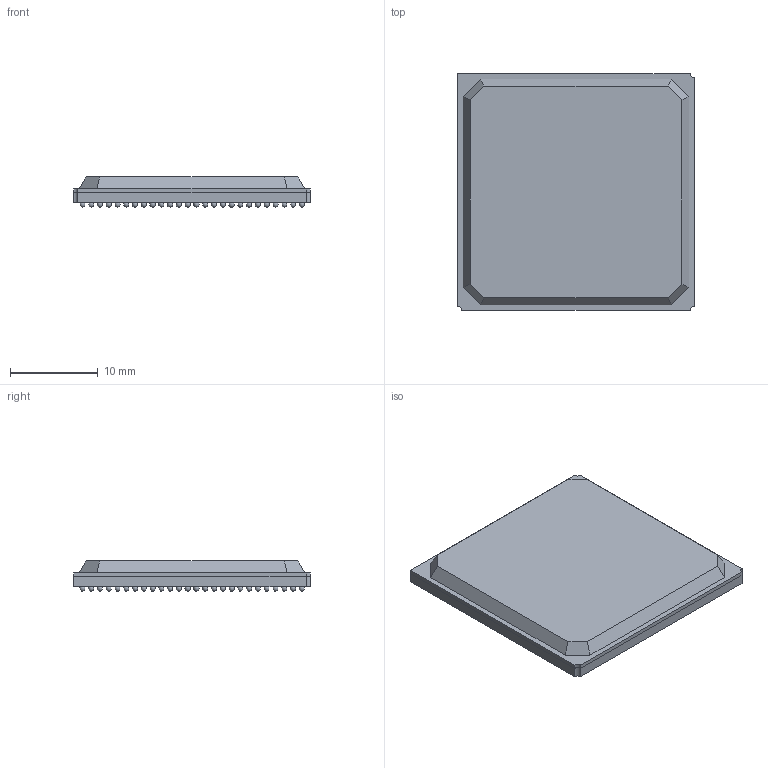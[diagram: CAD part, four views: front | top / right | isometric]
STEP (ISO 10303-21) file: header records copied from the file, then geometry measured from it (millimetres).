
FILE_DESCRIPTION(/* description */ (''),/* implementation_level */ '2;1');
FILE_NAME(/* name */ 'BGA672C100P26X26_2700X2700X345.stp',/* time_stamp */ '2016-02-16T13:25:07+01:00',/* author */ ('riccim'),/* organization */ (''),/* preprocessor_version */ 'ST-DEVELOPER v15.5',/* originating_system */ 'AutoCAD Mechanical',/* authorisation */ '');
FILE_SCHEMA (('AUTOMOTIVE_DESIGN { 1 0 10303 214 3 1 1 }'));
Length unit declared in the file: millimetre
Products named in the file (1): Product
Bounding box: 27 x 27 x 3.45 mm (x, y, z)
Volume: 2066 mm3; surface area: 5203.8 mm2
Topology: 675 solids, 675 shells, 1372 faces, 2754 edges, 2060 vertices
Faces by surface type: plane 694, sphere 672, cylinder 6
Entity records: 20334 total; most frequent: DIRECTION 4168, CARTESIAN_POINT 2827, AXIS2_PLACEMENT_3D 2057, ORIENTED_EDGE 1476, FACE_OUTER_BOUND 1372, EDGE_LOOP 1372, ADVANCED_FACE 1372, EDGE_CURVE 738
